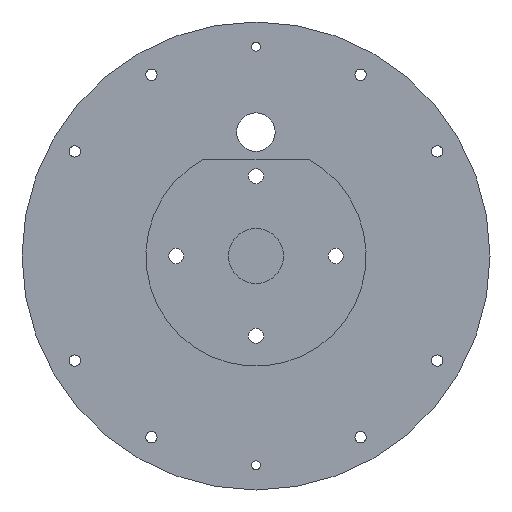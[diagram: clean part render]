
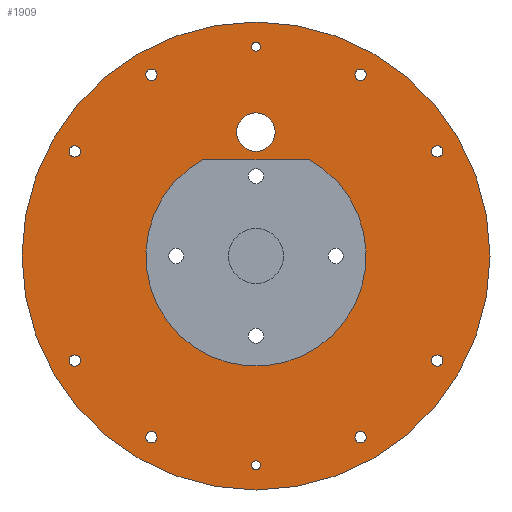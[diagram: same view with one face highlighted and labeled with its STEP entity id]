
A CAD part, front view. The second image highlights one B-rep face of the part: STEP entity #1909.
In plain terms, the highlighted planar face has unit normal (0, -1, 0).
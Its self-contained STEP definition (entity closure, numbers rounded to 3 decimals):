
#94=FACE_BOUND('',#343,.T.);
#95=FACE_BOUND('',#344,.T.);
#96=FACE_BOUND('',#345,.T.);
#97=FACE_BOUND('',#346,.T.);
#98=FACE_BOUND('',#347,.T.);
#99=FACE_BOUND('',#348,.T.);
#100=FACE_BOUND('',#349,.T.);
#101=FACE_BOUND('',#350,.T.);
#102=FACE_BOUND('',#351,.T.);
#103=FACE_BOUND('',#352,.T.);
#104=FACE_BOUND('',#353,.T.);
#105=FACE_BOUND('',#354,.T.);
#125=PLANE('',#2182);
#211=FACE_OUTER_BOUND('',#342,.T.);
#342=EDGE_LOOP('',(#1650));
#343=EDGE_LOOP('',(#1651));
#344=EDGE_LOOP('',(#1652));
#345=EDGE_LOOP('',(#1653));
#346=EDGE_LOOP('',(#1654));
#347=EDGE_LOOP('',(#1655));
#348=EDGE_LOOP('',(#1656));
#349=EDGE_LOOP('',(#1657));
#350=EDGE_LOOP('',(#1658));
#351=EDGE_LOOP('',(#1659));
#352=EDGE_LOOP('',(#1660));
#353=EDGE_LOOP('',(#1661));
#354=EDGE_LOOP('',(#1662,#1663));
#486=LINE('',#3382,#609);
#609=VECTOR('',#2732,10.);
#678=CIRCLE('',#2009,2.067);
#681=CIRCLE('',#2014,2.067);
#684=CIRCLE('',#2019,2.067);
#687=CIRCLE('',#2024,2.067);
#690=CIRCLE('',#2029,2.067);
#693=CIRCLE('',#2034,2.067);
#696=CIRCLE('',#2039,2.067);
#699=CIRCLE('',#2044,2.067);
#703=CIRCLE('',#2050,7.);
#735=CIRCLE('',#2088,85.);
#763=CIRCLE('',#2145,1.621);
#772=CIRCLE('',#2168,1.621);
#775=CIRCLE('',#2174,40.);
#830=VERTEX_POINT('',#2951);
#833=VERTEX_POINT('',#2961);
#836=VERTEX_POINT('',#2971);
#839=VERTEX_POINT('',#2981);
#842=VERTEX_POINT('',#2991);
#845=VERTEX_POINT('',#3001);
#848=VERTEX_POINT('',#3011);
#851=VERTEX_POINT('',#3021);
#855=VERTEX_POINT('',#3033);
#895=VERTEX_POINT('',#3123);
#934=VERTEX_POINT('',#3296);
#948=VERTEX_POINT('',#3362);
#951=VERTEX_POINT('',#3373);
#952=VERTEX_POINT('',#3374);
#1010=EDGE_CURVE('',#830,#830,#678,.T.);
#1015=EDGE_CURVE('',#833,#833,#681,.T.);
#1020=EDGE_CURVE('',#836,#836,#684,.T.);
#1025=EDGE_CURVE('',#839,#839,#687,.T.);
#1030=EDGE_CURVE('',#842,#842,#690,.T.);
#1035=EDGE_CURVE('',#845,#845,#693,.T.);
#1040=EDGE_CURVE('',#848,#848,#696,.T.);
#1045=EDGE_CURVE('',#851,#851,#699,.T.);
#1051=EDGE_CURVE('',#855,#855,#703,.T.);
#1095=EDGE_CURVE('',#895,#895,#735,.T.);
#1164=EDGE_CURVE('',#934,#934,#763,.T.);
#1194=EDGE_CURVE('',#948,#948,#772,.T.);
#1198=EDGE_CURVE('',#951,#952,#775,.T.);
#1202=EDGE_CURVE('',#952,#951,#486,.T.);
#1650=ORIENTED_EDGE('',*,*,#1095,.F.);
#1651=ORIENTED_EDGE('',*,*,#1051,.T.);
#1652=ORIENTED_EDGE('',*,*,#1010,.T.);
#1653=ORIENTED_EDGE('',*,*,#1015,.T.);
#1654=ORIENTED_EDGE('',*,*,#1020,.T.);
#1655=ORIENTED_EDGE('',*,*,#1025,.T.);
#1656=ORIENTED_EDGE('',*,*,#1030,.T.);
#1657=ORIENTED_EDGE('',*,*,#1035,.T.);
#1658=ORIENTED_EDGE('',*,*,#1040,.T.);
#1659=ORIENTED_EDGE('',*,*,#1045,.T.);
#1660=ORIENTED_EDGE('',*,*,#1164,.T.);
#1661=ORIENTED_EDGE('',*,*,#1194,.T.);
#1662=ORIENTED_EDGE('',*,*,#1198,.T.);
#1663=ORIENTED_EDGE('',*,*,#1202,.T.);
#1909=ADVANCED_FACE('',(#211,#94,#95,#96,#97,#98,#99,#100,#101,#102,#103,
#104,#105),#125,.F.);
#2009=AXIS2_PLACEMENT_3D('',#2953,#2315,#2316);
#2014=AXIS2_PLACEMENT_3D('',#2963,#2327,#2328);
#2019=AXIS2_PLACEMENT_3D('',#2973,#2339,#2340);
#2024=AXIS2_PLACEMENT_3D('',#2983,#2351,#2352);
#2029=AXIS2_PLACEMENT_3D('',#2993,#2363,#2364);
#2034=AXIS2_PLACEMENT_3D('',#3003,#2375,#2376);
#2039=AXIS2_PLACEMENT_3D('',#3013,#2387,#2388);
#2044=AXIS2_PLACEMENT_3D('',#3023,#2399,#2400);
#2050=AXIS2_PLACEMENT_3D('',#3035,#2413,#2414);
#2088=AXIS2_PLACEMENT_3D('',#3125,#2501,#2502);
#2145=AXIS2_PLACEMENT_3D('',#3298,#2646,#2647);
#2168=AXIS2_PLACEMENT_3D('',#3364,#2711,#2712);
#2174=AXIS2_PLACEMENT_3D('',#3375,#2724,#2725);
#2182=AXIS2_PLACEMENT_3D('',#3393,#2744,#2745);
#2315=DIRECTION('center_axis',(0.,1.,0.));
#2316=DIRECTION('ref_axis',(1.,0.,0.));
#2327=DIRECTION('center_axis',(0.,1.,0.));
#2328=DIRECTION('ref_axis',(1.,0.,0.));
#2339=DIRECTION('center_axis',(0.,1.,0.));
#2340=DIRECTION('ref_axis',(1.,0.,0.));
#2351=DIRECTION('center_axis',(0.,1.,0.));
#2352=DIRECTION('ref_axis',(1.,0.,0.));
#2363=DIRECTION('center_axis',(0.,1.,0.));
#2364=DIRECTION('ref_axis',(1.,0.,0.));
#2375=DIRECTION('center_axis',(0.,1.,0.));
#2376=DIRECTION('ref_axis',(1.,0.,0.));
#2387=DIRECTION('center_axis',(0.,1.,0.));
#2388=DIRECTION('ref_axis',(1.,0.,0.));
#2399=DIRECTION('center_axis',(0.,1.,0.));
#2400=DIRECTION('ref_axis',(1.,0.,0.));
#2413=DIRECTION('center_axis',(0.,1.,0.));
#2414=DIRECTION('ref_axis',(1.,0.,0.));
#2501=DIRECTION('center_axis',(0.,1.,0.));
#2502=DIRECTION('ref_axis',(-1.,0.,0.));
#2646=DIRECTION('center_axis',(0.,1.,0.));
#2647=DIRECTION('ref_axis',(1.,0.,0.));
#2711=DIRECTION('center_axis',(0.,1.,0.));
#2712=DIRECTION('ref_axis',(1.,0.,0.));
#2724=DIRECTION('center_axis',(0.,1.,0.));
#2725=DIRECTION('ref_axis',(-0.484,0.,0.875));
#2732=DIRECTION('',(1.,0.,0.));
#2744=DIRECTION('center_axis',(0.,1.,0.));
#2745=DIRECTION('ref_axis',(0.,0.,1.));
#2951=CARTESIAN_POINT('',(35.933,0.,65.818));
#2953=CARTESIAN_POINT('Origin',(38.,0.,65.818));
#2961=CARTESIAN_POINT('',(63.751,0.,38.));
#2963=CARTESIAN_POINT('Origin',(65.818,0.,38.));
#2971=CARTESIAN_POINT('',(63.751,0.,-38.));
#2973=CARTESIAN_POINT('Origin',(65.818,0.,-38.));
#2981=CARTESIAN_POINT('',(35.933,0.,-65.818));
#2983=CARTESIAN_POINT('Origin',(38.,0.,-65.818));
#2991=CARTESIAN_POINT('',(-40.067,0.,-65.818));
#2993=CARTESIAN_POINT('Origin',(-38.,0.,-65.818));
#3001=CARTESIAN_POINT('',(-67.885,0.,-38.));
#3003=CARTESIAN_POINT('Origin',(-65.818,0.,-38.));
#3011=CARTESIAN_POINT('',(-67.885,0.,38.));
#3013=CARTESIAN_POINT('Origin',(-65.818,0.,38.));
#3021=CARTESIAN_POINT('',(-40.067,0.,65.818));
#3023=CARTESIAN_POINT('Origin',(-38.,0.,65.818));
#3033=CARTESIAN_POINT('',(-7.041,0.,45.));
#3035=CARTESIAN_POINT('Origin',(-0.041,0.,45.));
#3123=CARTESIAN_POINT('',(85.,0.,0.));
#3125=CARTESIAN_POINT('Origin',(0.,0.,0.));
#3296=CARTESIAN_POINT('',(-1.621,0.,-76.));
#3298=CARTESIAN_POINT('Origin',(0.,0.,-76.));
#3362=CARTESIAN_POINT('',(-1.621,0.,76.));
#3364=CARTESIAN_POINT('Origin',(0.,0.,76.));
#3373=CARTESIAN_POINT('',(19.365,0.,35.));
#3374=CARTESIAN_POINT('',(-19.365,0.,35.));
#3375=CARTESIAN_POINT('Origin',(0.,0.,0.));
#3382=CARTESIAN_POINT('',(-9.682,0.,35.));
#3393=CARTESIAN_POINT('Origin',(0.,0.,0.));
